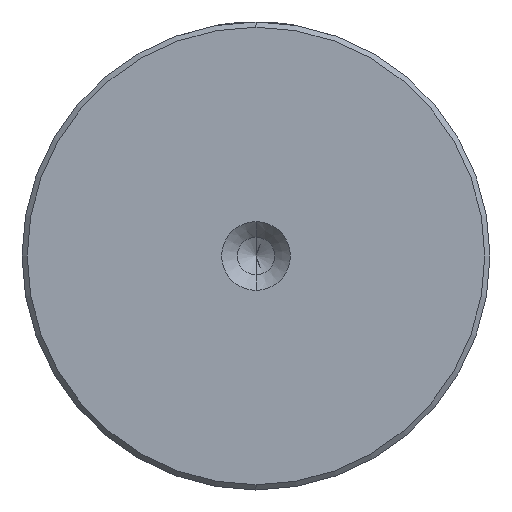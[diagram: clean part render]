
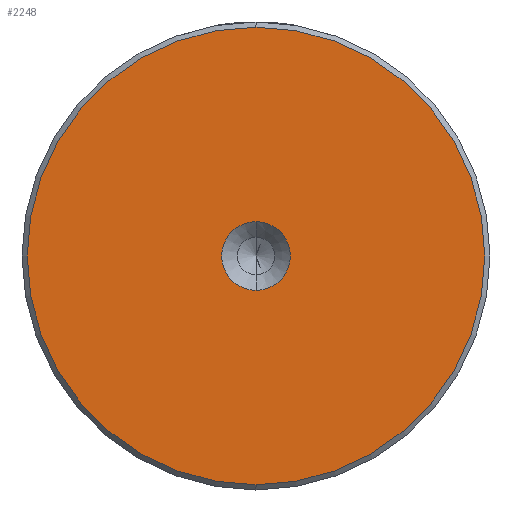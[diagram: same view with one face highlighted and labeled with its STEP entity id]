
A CAD part, left-side view. The second image highlights one B-rep face of the part: STEP entity #2248.
In plain terms, the highlighted planar face has unit normal (-1, 0, 0).
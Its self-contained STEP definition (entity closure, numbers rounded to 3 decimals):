
#71 = CARTESIAN_POINT ( 'NONE',  ( 0., 0., 0. ) ) ;
#177 = ORIENTED_EDGE ( 'NONE', *, *, #1992, .F. ) ;
#284 = DIRECTION ( 'NONE',  ( 0., 0., 1. ) ) ;
#301 = CARTESIAN_POINT ( 'NONE',  ( 0., 0., -22. ) ) ;
#376 = DIRECTION ( 'NONE',  ( -1., 0., 0. ) ) ;
#469 = CARTESIAN_POINT ( 'NONE',  ( 0., 0., 0. ) ) ;
#652 = AXIS2_PLACEMENT_3D ( 'NONE', #1177, #1163, #1000 ) ;
#664 = DIRECTION ( 'NONE',  ( 0., 0., 1. ) ) ;
#671 = CIRCLE ( 'NONE', #2373, 22. ) ;
#677 = EDGE_CURVE ( 'NONE', #1460, #1924, #1960, .T. ) ;
#826 = CIRCLE ( 'NONE', #1622, 22. ) ;
#835 = CARTESIAN_POINT ( 'NONE',  ( 0., 0., 22. ) ) ;
#862 = DIRECTION ( 'NONE',  ( -1., 0., 0. ) ) ;
#926 = FACE_BOUND ( 'NONE', #1131, .T. ) ;
#975 = CARTESIAN_POINT ( 'NONE',  ( 0., 0., 3.3 ) ) ;
#988 = AXIS2_PLACEMENT_3D ( 'NONE', #2472, #376, #1718 ) ;
#1000 = DIRECTION ( 'NONE',  ( 0., 0., 1. ) ) ;
#1008 = CIRCLE ( 'NONE', #1510, 3.3 ) ;
#1131 = EDGE_LOOP ( 'NONE', ( #1541, #177 ) ) ;
#1163 = DIRECTION ( 'NONE',  ( -1., 0., 0. ) ) ;
#1177 = CARTESIAN_POINT ( 'NONE',  ( 0., 0., 0. ) ) ;
#1429 = DIRECTION ( 'NONE',  ( -1., 0., 0. ) ) ;
#1460 = VERTEX_POINT ( 'NONE', #975 ) ;
#1510 = AXIS2_PLACEMENT_3D ( 'NONE', #469, #1808, #664 ) ;
#1541 = ORIENTED_EDGE ( 'NONE', *, *, #677, .F. ) ;
#1546 = FACE_OUTER_BOUND ( 'NONE', #2127, .T. ) ;
#1622 = AXIS2_PLACEMENT_3D ( 'NONE', #71, #1429, #284 ) ;
#1690 = CARTESIAN_POINT ( 'NONE',  ( 0., 0., -3.3 ) ) ;
#1718 = DIRECTION ( 'NONE',  ( 0., 0., 1. ) ) ;
#1736 = ORIENTED_EDGE ( 'NONE', *, *, #2001, .T. ) ;
#1808 = DIRECTION ( 'NONE',  ( -1., 0., 0. ) ) ;
#1809 = ORIENTED_EDGE ( 'NONE', *, *, #2379, .T. ) ;
#1903 = PLANE ( 'NONE',  #988 ) ;
#1924 = VERTEX_POINT ( 'NONE', #1690 ) ;
#1960 = CIRCLE ( 'NONE', #652, 3.3 ) ;
#1992 = EDGE_CURVE ( 'NONE', #1924, #1460, #1008, .T. ) ;
#1999 = CARTESIAN_POINT ( 'NONE',  ( 0., 0., 0. ) ) ;
#2001 = EDGE_CURVE ( 'NONE', #2453, #2347, #826, .T. ) ;
#2127 = EDGE_LOOP ( 'NONE', ( #1736, #1809 ) ) ;
#2181 = DIRECTION ( 'NONE',  ( 0., 0., 1. ) ) ;
#2248 = ADVANCED_FACE ( 'NONE', ( #1546, #926 ), #1903, .T. ) ;
#2347 = VERTEX_POINT ( 'NONE', #835 ) ;
#2373 = AXIS2_PLACEMENT_3D ( 'NONE', #1999, #862, #2181 ) ;
#2379 = EDGE_CURVE ( 'NONE', #2347, #2453, #671, .T. ) ;
#2453 = VERTEX_POINT ( 'NONE', #301 ) ;
#2472 = CARTESIAN_POINT ( 'NONE',  ( 0., 0., 0. ) ) ;
